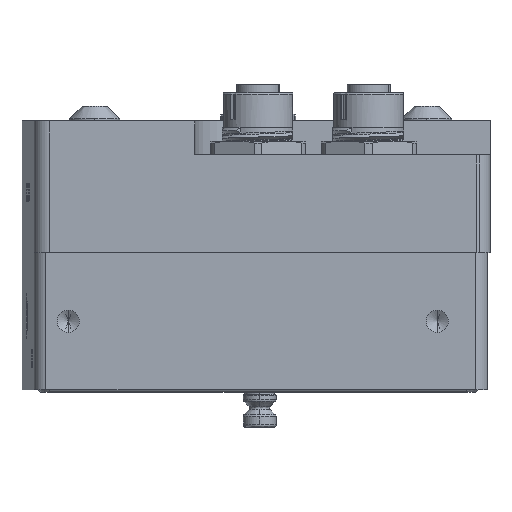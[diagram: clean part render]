
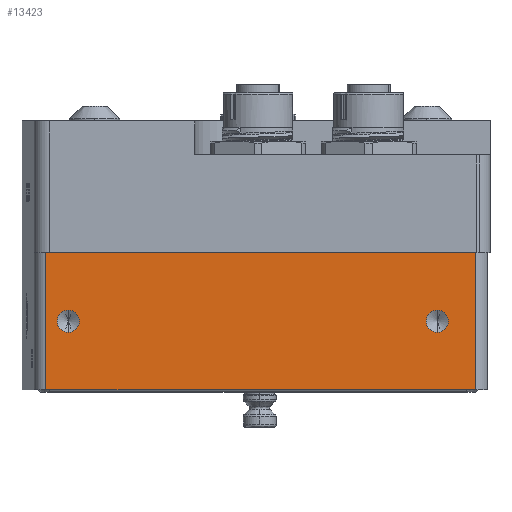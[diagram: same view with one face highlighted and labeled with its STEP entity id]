
A CAD part, left-side view. The second image highlights one B-rep face of the part: STEP entity #13423.
In plain terms, the highlighted planar face has unit normal (-1, 0, 0).
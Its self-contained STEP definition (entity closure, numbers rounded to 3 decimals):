
#657 = VECTOR ( 'NONE', #54610, 1000. ) ;
#1361 = PLANE ( 'NONE',  #36852 ) ;
#1567 = CARTESIAN_POINT ( 'NONE',  ( 0.1, 84.264, -285.859 ) ) ;
#1888 = EDGE_CURVE ( 'NONE', #12211, #61169, #14501, .T. ) ;
#5279 = ORIENTED_EDGE ( 'NONE', *, *, #1888, .T. ) ;
#5868 = AXIS2_PLACEMENT_3D ( 'NONE', #47037, #15968, #52287 ) ;
#6363 = EDGE_CURVE ( 'NONE', #14343, #12211, #63481, .T. ) ;
#6665 = CARTESIAN_POINT ( 'NONE',  ( 0.1, 80., -38. ) ) ;
#6909 = VERTEX_POINT ( 'NONE', #13928 ) ;
#7038 = EDGE_CURVE ( 'NONE', #6909, #13915, #67431, .T. ) ;
#8368 = EDGE_CURVE ( 'NONE', #14343, #18681, #40360, .T. ) ;
#9723 = FACE_BOUND ( 'NONE', #27647, .T. ) ;
#11921 = DIRECTION ( 'NONE',  ( 0., 0., 1. ) ) ;
#12211 = VERTEX_POINT ( 'NONE', #14956 ) ;
#13423 = ADVANCED_FACE ( 'NONE', ( #63355, #9723, #23534 ), #1361, .T. ) ;
#13915 = VERTEX_POINT ( 'NONE', #16743 ) ;
#13928 = CARTESIAN_POINT ( 'NONE',  ( 0.1, 10., -40.1 ) ) ;
#14343 = VERTEX_POINT ( 'NONE', #17848 ) ;
#14501 = LINE ( 'NONE', #33724, #657 ) ;
#14956 = CARTESIAN_POINT ( 'NONE',  ( 0.1, 84.264, -51. ) ) ;
#15891 = DIRECTION ( 'NONE',  ( 0., -1., 0. ) ) ;
#15968 = DIRECTION ( 'NONE',  ( -1., 0., 0. ) ) ;
#16510 = CARTESIAN_POINT ( 'NONE',  ( 0.1, 80., -40.1 ) ) ;
#16743 = CARTESIAN_POINT ( 'NONE',  ( 0.1, 10., -35.9 ) ) ;
#16959 = ORIENTED_EDGE ( 'NONE', *, *, #23912, .F. ) ;
#17300 = EDGE_CURVE ( 'NONE', #61169, #18681, #63653, .T. ) ;
#17340 = CARTESIAN_POINT ( 'NONE',  ( 0.1, 80., -38. ) ) ;
#17848 = CARTESIAN_POINT ( 'NONE',  ( 0.1, 84.264, -25. ) ) ;
#18681 = VERTEX_POINT ( 'NONE', #65104 ) ;
#19973 = VERTEX_POINT ( 'NONE', #37532 ) ;
#20874 = CARTESIAN_POINT ( 'NONE',  ( 0.1, 83.496, -25. ) ) ;
#21258 = CARTESIAN_POINT ( 'NONE',  ( 0.1, 2.7, -51. ) ) ;
#22564 = DIRECTION ( 'NONE',  ( 0., 0., 1. ) ) ;
#23534 = FACE_OUTER_BOUND ( 'NONE', #65339, .T. ) ;
#23912 = EDGE_CURVE ( 'NONE', #13915, #6909, #42793, .T. ) ;
#26579 = VECTOR ( 'NONE', #15891, 1000. ) ;
#26659 = DIRECTION ( 'NONE',  ( 0., 0., 1. ) ) ;
#27057 = DIRECTION ( 'NONE',  ( -1., 0., 0. ) ) ;
#27647 = EDGE_LOOP ( 'NONE', ( #16959, #38861 ) ) ;
#28191 = DIRECTION ( 'NONE',  ( -1., 0., 0. ) ) ;
#33144 = DIRECTION ( 'NONE',  ( 0., 0., -1. ) ) ;
#33724 = CARTESIAN_POINT ( 'NONE',  ( 0.1, 83.5, -51. ) ) ;
#33863 = ORIENTED_EDGE ( 'NONE', *, *, #17300, .T. ) ;
#35624 = ORIENTED_EDGE ( 'NONE', *, *, #62356, .F. ) ;
#36852 = AXIS2_PLACEMENT_3D ( 'NONE', #59252, #28191, #64523 ) ;
#37532 = CARTESIAN_POINT ( 'NONE',  ( 0.1, 80., -35.9 ) ) ;
#38861 = ORIENTED_EDGE ( 'NONE', *, *, #7038, .F. ) ;
#40360 = LINE ( 'NONE', #20874, #26579 ) ;
#42793 = CIRCLE ( 'NONE', #61275, 2.1 ) ;
#42890 = EDGE_CURVE ( 'NONE', #19973, #61223, #44070, .T. ) ;
#43009 = DIRECTION ( 'NONE',  ( -1., 0., 0. ) ) ;
#44070 = CIRCLE ( 'NONE', #64962, 2.1 ) ;
#46839 = ORIENTED_EDGE ( 'NONE', *, *, #6363, .T. ) ;
#47037 = CARTESIAN_POINT ( 'NONE',  ( 0.1, 10., -38. ) ) ;
#47308 = CARTESIAN_POINT ( 'NONE',  ( 0.1, 2.7, -285.859 ) ) ;
#47404 = AXIS2_PLACEMENT_3D ( 'NONE', #17340, #53658, #22564 ) ;
#49613 = VECTOR ( 'NONE', #33144, 1000. ) ;
#49776 = VECTOR ( 'NONE', #26659, 1000. ) ;
#52287 = DIRECTION ( 'NONE',  ( 0., 0., 1. ) ) ;
#53658 = DIRECTION ( 'NONE',  ( -1., 0., 0. ) ) ;
#54610 = DIRECTION ( 'NONE',  ( 0., -1., 0. ) ) ;
#57365 = EDGE_LOOP ( 'NONE', ( #58682, #35624 ) ) ;
#58174 = CARTESIAN_POINT ( 'NONE',  ( 0.1, 10., -38. ) ) ;
#58682 = ORIENTED_EDGE ( 'NONE', *, *, #42890, .F. ) ;
#59252 = CARTESIAN_POINT ( 'NONE',  ( 0.1, 83.5, -285.859 ) ) ;
#60878 = CIRCLE ( 'NONE', #47404, 2.1 ) ;
#61169 = VERTEX_POINT ( 'NONE', #21258 ) ;
#61223 = VERTEX_POINT ( 'NONE', #16510 ) ;
#61275 = AXIS2_PLACEMENT_3D ( 'NONE', #58174, #27057, #63392 ) ;
#62356 = EDGE_CURVE ( 'NONE', #61223, #19973, #60878, .T. ) ;
#63355 = FACE_BOUND ( 'NONE', #57365, .T. ) ;
#63392 = DIRECTION ( 'NONE',  ( 0., 0., 1. ) ) ;
#63481 = LINE ( 'NONE', #1567, #49613 ) ;
#63653 = LINE ( 'NONE', #47308, #49776 ) ;
#64523 = DIRECTION ( 'NONE',  ( 0., -1., 0. ) ) ;
#64906 = ORIENTED_EDGE ( 'NONE', *, *, #8368, .F. ) ;
#64962 = AXIS2_PLACEMENT_3D ( 'NONE', #6665, #43009, #11921 ) ;
#65104 = CARTESIAN_POINT ( 'NONE',  ( 0.1, 2.7, -25. ) ) ;
#65339 = EDGE_LOOP ( 'NONE', ( #46839, #5279, #33863, #64906 ) ) ;
#67431 = CIRCLE ( 'NONE', #5868, 2.1 ) ;
